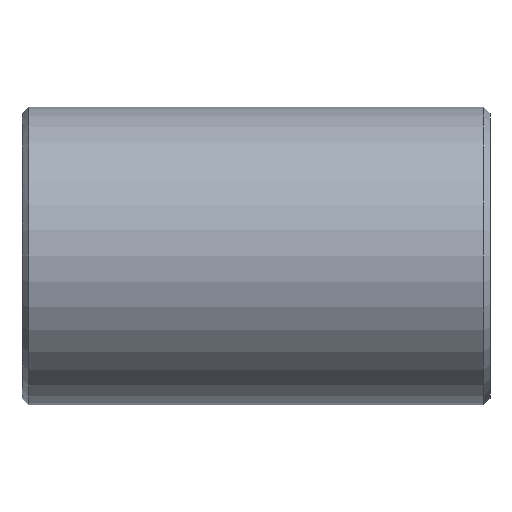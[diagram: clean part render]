
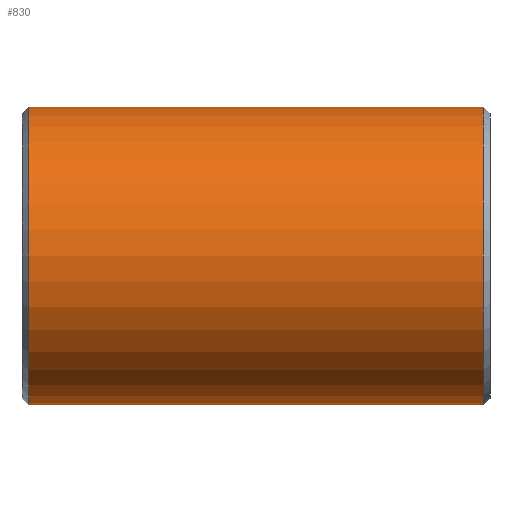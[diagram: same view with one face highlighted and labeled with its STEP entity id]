
A CAD part, front view. The second image highlights one B-rep face of the part: STEP entity #830.
In plain terms, the highlighted cylindrical face has radius 177.8 mm (diameter 355.6 mm), a partial arc.
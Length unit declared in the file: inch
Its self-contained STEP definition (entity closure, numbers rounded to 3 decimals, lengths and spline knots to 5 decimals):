
#71 = CARTESIAN_POINT ( 'NONE',  ( 11., 0., 7. ) ) ;
#75 = CARTESIAN_POINT ( 'NONE',  ( -10.68733, 0., 0. ) ) ;
#87 = DIRECTION ( 'NONE',  ( 0., 0., -1. ) ) ;
#151 = DIRECTION ( 'NONE',  ( 0., 0., 1. ) ) ;
#158 = FACE_OUTER_BOUND ( 'NONE', #194, .T. ) ;
#194 = EDGE_LOOP ( 'NONE', ( #859, #927, #407, #449 ) ) ;
#196 = AXIS2_PLACEMENT_3D ( 'NONE', #75, #240, #151 ) ;
#200 = CARTESIAN_POINT ( 'NONE',  ( 10.68733, 0., 7. ) ) ;
#216 = CIRCLE ( 'NONE', #196, 7. ) ;
#219 = CARTESIAN_POINT ( 'NONE',  ( 11., 0., 0. ) ) ;
#230 = VECTOR ( 'NONE', #939, 39.37008 ) ;
#240 = DIRECTION ( 'NONE',  ( 1., 0., 0. ) ) ;
#314 = VERTEX_POINT ( 'NONE', #525 ) ;
#357 = EDGE_CURVE ( 'NONE', #848, #626, #586, .T. ) ;
#361 = DIRECTION ( 'NONE',  ( -1., 0., 0. ) ) ;
#407 = ORIENTED_EDGE ( 'NONE', *, *, #634, .T. ) ;
#417 = EDGE_CURVE ( 'NONE', #923, #314, #216, .T. ) ;
#449 = ORIENTED_EDGE ( 'NONE', *, *, #417, .T. ) ;
#486 = LINE ( 'NONE', #574, #851 ) ;
#509 = DIRECTION ( 'NONE',  ( 0., 0., 1. ) ) ;
#525 = CARTESIAN_POINT ( 'NONE',  ( -10.68733, 0., -7. ) ) ;
#574 = CARTESIAN_POINT ( 'NONE',  ( 11., 0., -7. ) ) ;
#586 = CIRCLE ( 'NONE', #648, 7. ) ;
#588 = DIRECTION ( 'NONE',  ( -1., 0., 0. ) ) ;
#626 = VERTEX_POINT ( 'NONE', #200 ) ;
#634 = EDGE_CURVE ( 'NONE', #626, #923, #646, .T. ) ;
#646 = LINE ( 'NONE', #71, #230 ) ;
#648 = AXIS2_PLACEMENT_3D ( 'NONE', #888, #361, #87 ) ;
#658 = CYLINDRICAL_SURFACE ( 'NONE', #874, 7. ) ;
#692 = EDGE_CURVE ( 'NONE', #848, #314, #486, .T. ) ;
#809 = CARTESIAN_POINT ( 'NONE',  ( 10.68733, 0., -7. ) ) ;
#830 = ADVANCED_FACE ( 'NONE', ( #158 ), #658, .T. ) ;
#848 = VERTEX_POINT ( 'NONE', #809 ) ;
#851 = VECTOR ( 'NONE', #928, 39.37008 ) ;
#859 = ORIENTED_EDGE ( 'NONE', *, *, #692, .F. ) ;
#874 = AXIS2_PLACEMENT_3D ( 'NONE', #219, #588, #509 ) ;
#888 = CARTESIAN_POINT ( 'NONE',  ( 10.68733, 0., 0. ) ) ;
#895 = CARTESIAN_POINT ( 'NONE',  ( -10.68733, 0., 7. ) ) ;
#923 = VERTEX_POINT ( 'NONE', #895 ) ;
#927 = ORIENTED_EDGE ( 'NONE', *, *, #357, .T. ) ;
#928 = DIRECTION ( 'NONE',  ( -1., 0., 0. ) ) ;
#939 = DIRECTION ( 'NONE',  ( -1., 0., 0. ) ) ;
